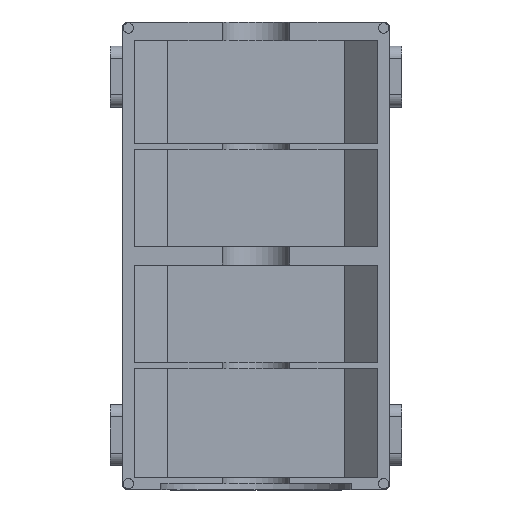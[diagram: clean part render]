
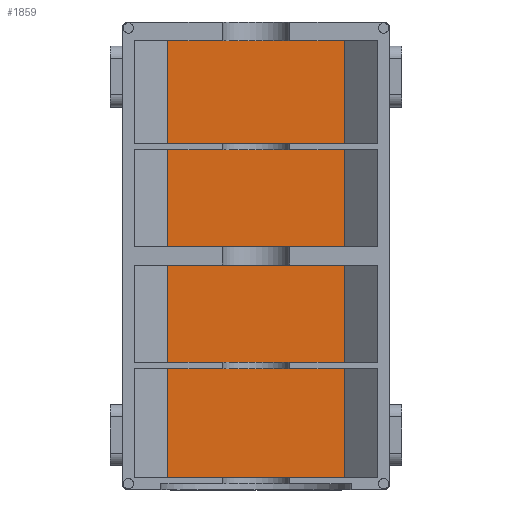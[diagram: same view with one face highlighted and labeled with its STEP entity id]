
A CAD part, top view. The second image highlights one B-rep face of the part: STEP entity #1859.
In plain terms, the highlighted planar face has unit normal (0, 0, 1).
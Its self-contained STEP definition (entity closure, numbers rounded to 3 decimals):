
#145=FACE_OUTER_BOUND('',#249,.T.);
#249=EDGE_LOOP('',(#1253,#1254,#1255,#1256));
#375=LINE('',#2752,#583);
#376=LINE('',#2754,#584);
#377=LINE('',#2756,#585);
#378=LINE('',#2757,#586);
#583=VECTOR('',#2185,10.);
#584=VECTOR('',#2186,10.);
#585=VECTOR('',#2187,10.);
#586=VECTOR('',#2188,10.);
#791=VERTEX_POINT('',#2750);
#792=VERTEX_POINT('',#2751);
#793=VERTEX_POINT('',#2753);
#794=VERTEX_POINT('',#2755);
#976=EDGE_CURVE('',#791,#792,#375,.T.);
#977=EDGE_CURVE('',#792,#793,#376,.T.);
#978=EDGE_CURVE('',#794,#793,#377,.T.);
#979=EDGE_CURVE('',#794,#791,#378,.T.);
#1253=ORIENTED_EDGE('',*,*,#976,.T.);
#1254=ORIENTED_EDGE('',*,*,#977,.T.);
#1255=ORIENTED_EDGE('',*,*,#978,.F.);
#1256=ORIENTED_EDGE('',*,*,#979,.T.);
#1789=PLANE('',#1986);
#1859=ADVANCED_FACE('',(#145),#1789,.F.);
#1986=AXIS2_PLACEMENT_3D('',#2749,#2183,#2184);
#2183=DIRECTION('center_axis',(0.,0.,-1.));
#2184=DIRECTION('ref_axis',(0.,-1.,0.));
#2185=DIRECTION('',(0.,1.,0.));
#2186=DIRECTION('',(-1.,0.,0.));
#2187=DIRECTION('',(0.,1.,0.));
#2188=DIRECTION('',(1.,0.,0.));
#2749=CARTESIAN_POINT('Origin',(22.,-41.5,2.));
#2750=CARTESIAN_POINT('',(36.586,-81.,2.));
#2751=CARTESIAN_POINT('',(36.586,-9.054,2.));
#2752=CARTESIAN_POINT('',(36.586,-63.044,2.));
#2753=CARTESIAN_POINT('',(7.414,-9.054,2.));
#2754=CARTESIAN_POINT('',(22.,-9.054,2.));
#2755=CARTESIAN_POINT('',(7.414,-81.,2.));
#2756=CARTESIAN_POINT('',(7.414,-63.044,2.));
#2757=CARTESIAN_POINT('',(22.,-81.,2.));
